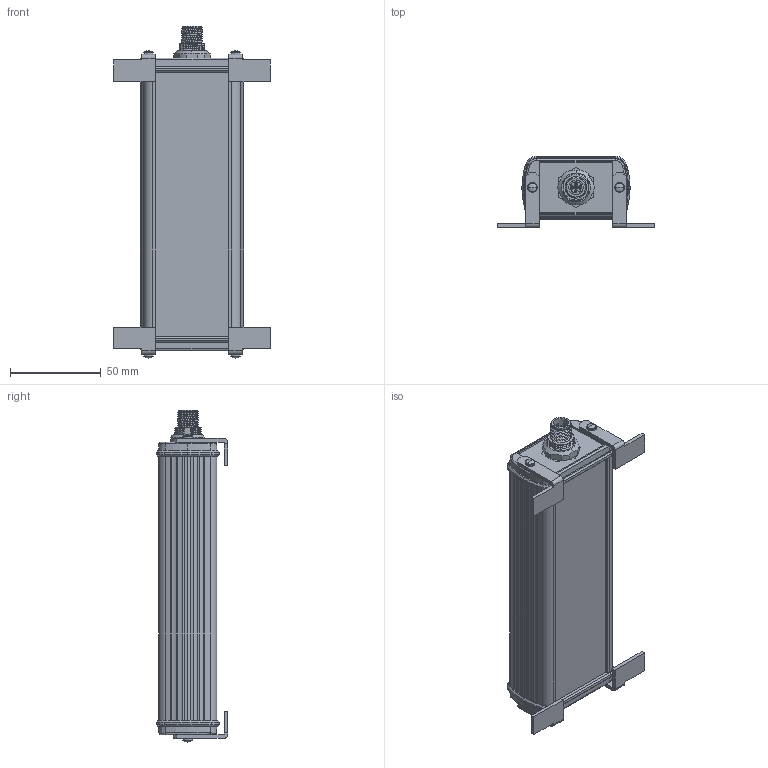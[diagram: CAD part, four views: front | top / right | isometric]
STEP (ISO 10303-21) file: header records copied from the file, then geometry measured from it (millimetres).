
FILE_DESCRIPTION (( 'STEP AP214' ), '1' );
FILE_NAME ('WPS-112-xx-QD.STEP', '2026-03-02T18:38:53', ( '' ), ( '' ), 'SwSTEP 2.0', 'SolidWorks 2017', '' );
FILE_SCHEMA (( 'AUTOMOTIVE_DESIGN' ));
Length unit declared in the file: inch
Products named in the file (1): WPS-112-xx-QD
Bounding box: 86.5 x 39.3 x 182.99 mm (x, y, z)
Volume: 280728.6 mm3; surface area: 39989.1 mm2
Topology: 7 solids, 7 shells, 542 faces, 1390 edges, 888 vertices
Faces by surface type: cylinder 196, plane 158, bspline 114, cone 72, torus 2
Entity records: 42046 total; most frequent: CARTESIAN_POINT 25733, ORIENTED_EDGE 2760, DIRECTION 2322, EDGE_CURVE 1380, VERTEX_POINT 888, AXIS2_PLACEMENT_3D 864, LINE 594, VECTOR 594
